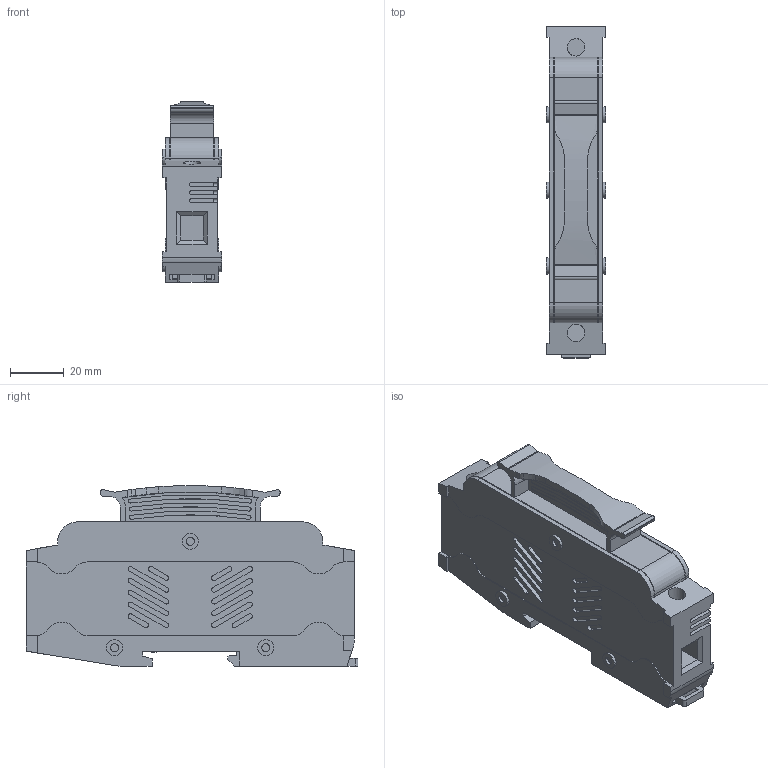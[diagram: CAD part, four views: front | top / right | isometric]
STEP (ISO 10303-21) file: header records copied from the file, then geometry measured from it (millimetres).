
FILE_DESCRIPTION(('CATIA V5 STEP Exchange','CAx-IF Rec.Pracs.--- Model Styling and Organization---1.5--- 2016-08-15','CAx-IF Rec.Pracs.---Supplemental Geometry---1.0---2011-11-01','CAx-IF Rec.Pracs.--- Composite Materials ---1.1---2010-07-15'),'2;1');
FILE_NAME ('D1615877_0_4000002613_S3D_FUSEHOLDER_WSFH_10X85_1K5V.stp','2024-06-17T05:25:55+00:00',('none'),('Weidmueller'),'CATIA Version 5-6 Release 2022 SP4 HF5','CATIA V5 STEP AP214 v3','none');
FILE_SCHEMA(('AUTOMOTIVE_DESIGN { 1 0 10303 214 1 1 1 1 }'));
Length unit declared in the file: millimetre
Products named in the file (1): S3D_FUSEHOLDER_WSFH_10X85_1K5V
Bounding box: 22.2 x 123.35 x 67.15 mm (x, y, z)
Volume: 116126.8 mm3; surface area: 30037.2 mm2
Topology: 1 solids, 1 shells, 469 faces, 1272 edges, 849 vertices
Faces by surface type: plane 280, cylinder 123, extrusion 66
Entity records: 15191 total; most frequent: CARTESIAN_POINT 3941, ORIENTED_EDGE 2544, DIRECTION 1585, EDGE_CURVE 1272, VECTOR 902, VERTEX_POINT 849, LINE 836, EDGE_LOOP 519
